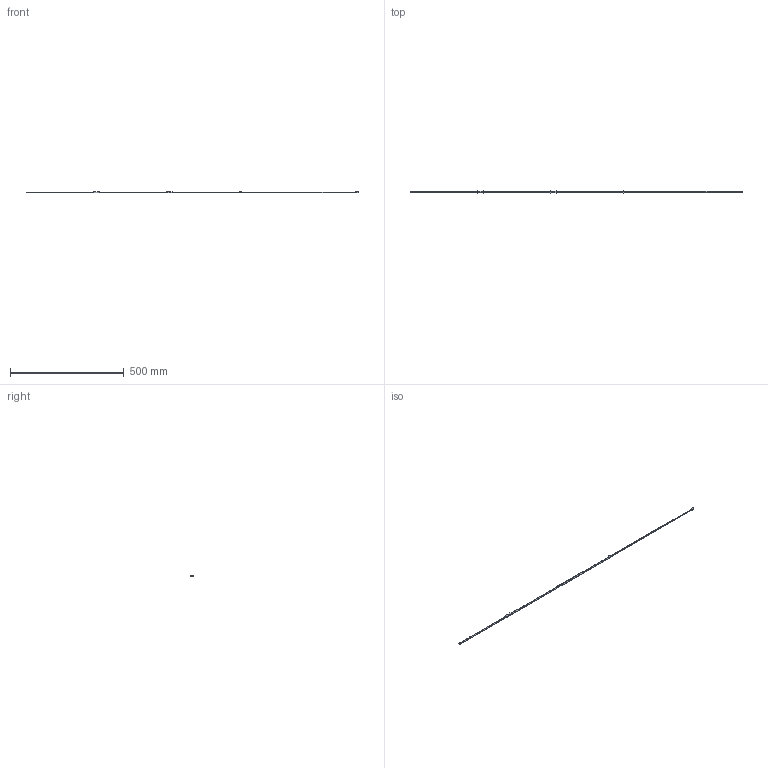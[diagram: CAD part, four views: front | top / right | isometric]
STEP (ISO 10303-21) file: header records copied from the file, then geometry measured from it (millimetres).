
FILE_DESCRIPTION (( 'STEP AP214' ), '1' );
FILE_NAME ('1161-F.STEP', '2015-04-13T09:18:38', ( '' ), ( '' ), 'SwSTEP 2.0', 'SolidWorks 2014', '' );
FILE_SCHEMA (( 'AUTOMOTIVE_DESIGN' ));
Length unit declared in the file: millimetre
Products named in the file (1): 1161-F
Bounding box: 1457 x 10 x 6.5 mm (x, y, z)
Volume: 14932.7 mm3; surface area: 27084.8 mm2
Topology: 39 solids, 39 shells, 333 faces, 720 edges, 480 vertices
Faces by surface type: plane 327, cylinder 6
Entity records: 9242 total; most frequent: CARTESIAN_POINT 1534, ORIENTED_EDGE 1440, DIRECTION 1400, EDGE_CURVE 720, LINE 708, VECTOR 708, VERTEX_POINT 480, EDGE_LOOP 348
